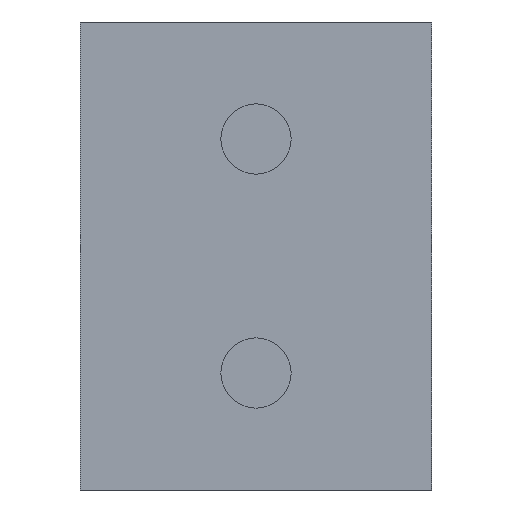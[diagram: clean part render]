
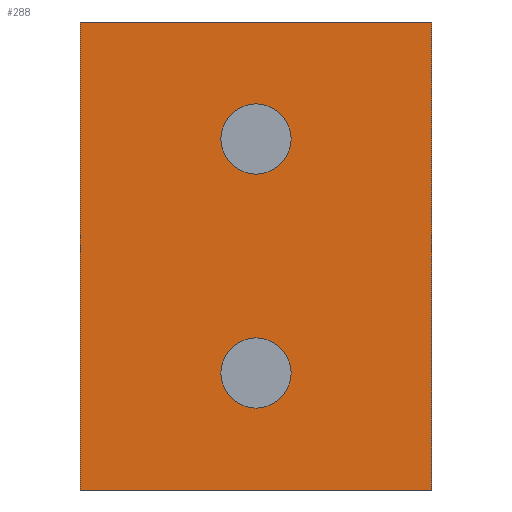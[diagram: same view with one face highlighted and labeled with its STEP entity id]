
A CAD part, front view. The second image highlights one B-rep face of the part: STEP entity #288.
In plain terms, the highlighted planar face has unit normal (0, -1, 0).
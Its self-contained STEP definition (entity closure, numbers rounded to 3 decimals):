
#21=LINE('',#479,#39);
#27=LINE('',#491,#45);
#30=LINE('',#496,#48);
#31=LINE('',#498,#49);
#39=VECTOR('',#402,10.);
#45=VECTOR('',#414,10.);
#48=VECTOR('',#419,10.);
#49=VECTOR('',#422,10.);
#75=FACE_BOUND('',#139,.T.);
#76=FACE_BOUND('',#140,.T.);
#88=PLANE('',#340);
#108=FACE_OUTER_BOUND('',#138,.T.);
#138=EDGE_LOOP('',(#261,#262,#263,#264));
#139=EDGE_LOOP('',(#265));
#140=EDGE_LOOP('',(#266));
#150=CIRCLE('',#327,0.762);
#152=CIRCLE('',#331,0.762);
#162=VERTEX_POINT('',#453);
#164=VERTEX_POINT('',#459);
#171=VERTEX_POINT('',#476);
#172=VERTEX_POINT('',#478);
#175=VERTEX_POINT('',#490);
#176=VERTEX_POINT('',#494);
#186=EDGE_CURVE('',#162,#162,#150,.T.);
#188=EDGE_CURVE('',#164,#164,#152,.T.);
#196=EDGE_CURVE('',#171,#172,#21,.T.);
#202=EDGE_CURVE('',#172,#175,#27,.T.);
#205=EDGE_CURVE('',#176,#171,#30,.T.);
#206=EDGE_CURVE('',#175,#176,#31,.T.);
#261=ORIENTED_EDGE('',*,*,#206,.F.);
#262=ORIENTED_EDGE('',*,*,#202,.F.);
#263=ORIENTED_EDGE('',*,*,#196,.F.);
#264=ORIENTED_EDGE('',*,*,#205,.F.);
#265=ORIENTED_EDGE('',*,*,#186,.T.);
#266=ORIENTED_EDGE('',*,*,#188,.T.);
#288=ADVANCED_FACE('',(#108,#75,#76),#88,.T.);
#327=AXIS2_PLACEMENT_3D('',#454,#379,#380);
#331=AXIS2_PLACEMENT_3D('',#460,#387,#388);
#340=AXIS2_PLACEMENT_3D('',#499,#423,#424);
#379=DIRECTION('center_axis',(0.,1.,0.));
#380=DIRECTION('ref_axis',(-1.,0.,0.));
#387=DIRECTION('center_axis',(0.,1.,0.));
#388=DIRECTION('ref_axis',(-1.,0.,0.));
#402=DIRECTION('',(-1.,0.,0.));
#414=DIRECTION('',(0.,0.,1.));
#419=DIRECTION('',(0.,0.,-1.));
#422=DIRECTION('',(1.,0.,0.));
#423=DIRECTION('center_axis',(0.,-1.,0.));
#424=DIRECTION('ref_axis',(0.,0.,-1.));
#453=CARTESIAN_POINT('',(0.762,0.,-2.54));
#454=CARTESIAN_POINT('Origin',(0.,0.,-2.54));
#459=CARTESIAN_POINT('',(0.762,0.,2.54));
#460=CARTESIAN_POINT('Origin',(0.,0.,2.54));
#476=CARTESIAN_POINT('',(3.81,0.,-5.08));
#478=CARTESIAN_POINT('',(-3.81,0.,-5.08));
#479=CARTESIAN_POINT('',(3.81,0.,-5.08));
#490=CARTESIAN_POINT('',(-3.81,0.,5.08));
#491=CARTESIAN_POINT('',(-3.81,0.,-5.08));
#494=CARTESIAN_POINT('',(3.81,0.,5.08));
#496=CARTESIAN_POINT('',(3.81,0.,5.08));
#498=CARTESIAN_POINT('',(-3.81,0.,5.08));
#499=CARTESIAN_POINT('Origin',(0.,0.,0.));
